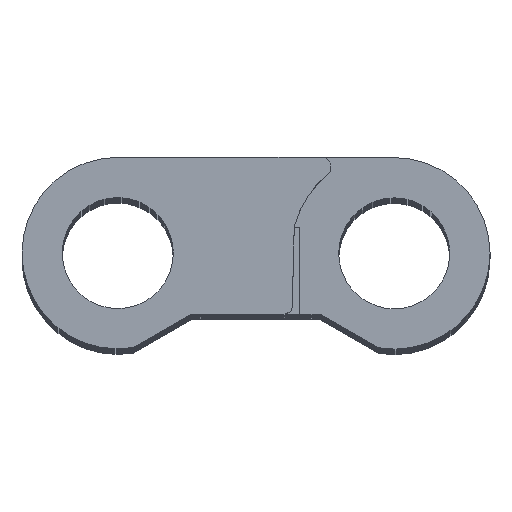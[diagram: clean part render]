
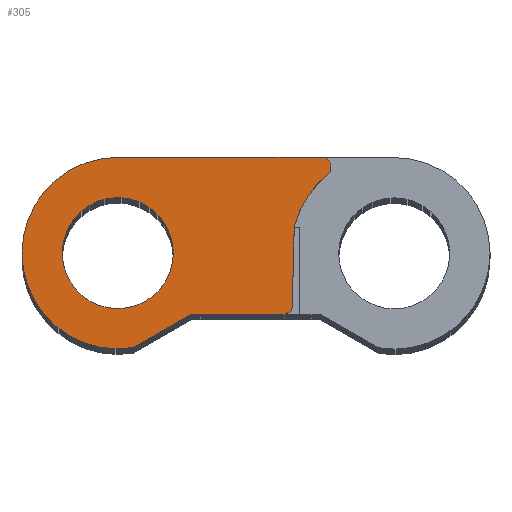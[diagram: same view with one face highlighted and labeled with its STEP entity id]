
A CAD part, top view. The second image highlights one B-rep face of the part: STEP entity #305.
In plain terms, the highlighted planar face has unit normal (0, 0, 1).
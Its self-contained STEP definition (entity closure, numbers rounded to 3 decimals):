
#39 = DIRECTION ( 'NONE',  ( 0., 0., -1. ) ) ;
#201 = ORIENTED_EDGE ( 'NONE', *, *, #2020, .F. ) ;
#305 = ADVANCED_FACE ( 'NONE', ( #9861, #5006 ), #5140, .T. ) ;
#349 = DIRECTION ( 'NONE',  ( 1., 0., 0. ) ) ;
#490 = AXIS2_PLACEMENT_3D ( 'NONE', #7505, #2354, #9256 ) ;
#579 = LINE ( 'NONE', #8071, #9568 ) ;
#833 = EDGE_CURVE ( 'NONE', #6999, #1225, #579, .T. ) ;
#948 = EDGE_CURVE ( 'NONE', #2483, #10954, #8345, .T. ) ;
#982 = DIRECTION ( 'NONE',  ( 0.866, 0.5, 0. ) ) ;
#989 = LINE ( 'NONE', #5391, #1249 ) ;
#1225 = VERTEX_POINT ( 'NONE', #5864 ) ;
#1249 = VECTOR ( 'NONE', #6244, 1000. ) ;
#1266 = CARTESIAN_POINT ( 'NONE',  ( 5.791, 17.292, 76.2 ) ) ;
#1316 = ORIENTED_EDGE ( 'NONE', *, *, #9877, .F. ) ;
#1325 = EDGE_CURVE ( 'NONE', #1225, #10954, #2309, .T. ) ;
#1470 = VERTEX_POINT ( 'NONE', #11083 ) ;
#1591 = ORIENTED_EDGE ( 'NONE', *, *, #3793, .T. ) ;
#1600 = CARTESIAN_POINT ( 'NONE',  ( 22.891, 17.292, 76.2 ) ) ;
#1652 = VERTEX_POINT ( 'NONE', #10531 ) ;
#1952 = DIRECTION ( 'NONE',  ( 0., 0., -1. ) ) ;
#2020 = EDGE_CURVE ( 'NONE', #4326, #8576, #8168, .T. ) ;
#2068 = EDGE_CURVE ( 'NONE', #1652, #2483, #5888, .T. ) ;
#2114 = CARTESIAN_POINT ( 'NONE',  ( 19.976, 21.292, 76.2 ) ) ;
#2309 = CIRCLE ( 'NONE', #2517, 0.4 ) ;
#2354 = DIRECTION ( 'NONE',  ( 0., 0., 1. ) ) ;
#2360 = CIRCLE ( 'NONE', #490, 4.4 ) ;
#2483 = VERTEX_POINT ( 'NONE', #3394 ) ;
#2517 = AXIS2_PLACEMENT_3D ( 'NONE', #6998, #39, #7852 ) ;
#2560 = ORIENTED_EDGE ( 'NONE', *, *, #2068, .T. ) ;
#2796 = AXIS2_PLACEMENT_3D ( 'NONE', #1600, #6768, #8459 ) ;
#2810 = ORIENTED_EDGE ( 'NONE', *, *, #833, .F. ) ;
#3008 = AXIS2_PLACEMENT_3D ( 'NONE', #11073, #5917, #8393 ) ;
#3265 = ORIENTED_EDGE ( 'NONE', *, *, #9642, .F. ) ;
#3394 = CARTESIAN_POINT ( 'NONE',  ( 13.585, 14.492, 76.2 ) ) ;
#3578 = CARTESIAN_POINT ( 'NONE',  ( 17.807, 14.492, 76.2 ) ) ;
#3793 = EDGE_CURVE ( 'NONE', #8560, #1652, #6395, .T. ) ;
#3800 = CIRCLE ( 'NONE', #5667, 2.55 ) ;
#3853 = ORIENTED_EDGE ( 'NONE', *, *, #1325, .F. ) ;
#3921 = VECTOR ( 'NONE', #10007, 1000. ) ;
#4064 = CARTESIAN_POINT ( 'NONE',  ( 10.191, 21.692, 76.2 ) ) ;
#4326 = VERTEX_POINT ( 'NONE', #6390 ) ;
#5006 = FACE_BOUND ( 'NONE', #7646, .T. ) ;
#5024 = EDGE_CURVE ( 'NONE', #5596, #8560, #2360, .T. ) ;
#5140 = PLANE ( 'NONE',  #7968 ) ;
#5193 = ORIENTED_EDGE ( 'NONE', *, *, #9003, .F. ) ;
#5311 = CARTESIAN_POINT ( 'NONE',  ( 10.919, 12.952, 76.2 ) ) ;
#5341 = VERTEX_POINT ( 'NONE', #5408 ) ;
#5348 = CARTESIAN_POINT ( 'NONE',  ( 19.576, 21.292, 76.2 ) ) ;
#5376 = DIRECTION ( 'NONE',  ( 0., 0., 1. ) ) ;
#5378 = EDGE_LOOP ( 'NONE', ( #3853, #2810, #3265, #6474, #201, #6402, #9883, #1591, #2560, #6171 ) ) ;
#5391 = CARTESIAN_POINT ( 'NONE',  ( 19.976, 21.292, 76.2 ) ) ;
#5408 = CARTESIAN_POINT ( 'NONE',  ( 12.741, 17.292, 76.2 ) ) ;
#5440 = CARTESIAN_POINT ( 'NONE',  ( 19.976, 21.042, 76.2 ) ) ;
#5452 = CARTESIAN_POINT ( 'NONE',  ( 10.191, 17.292, 76.2 ) ) ;
#5542 = AXIS2_PLACEMENT_3D ( 'NONE', #5348, #1952, #8697 ) ;
#5596 = VERTEX_POINT ( 'NONE', #4064 ) ;
#5664 = VECTOR ( 'NONE', #6524, 1000. ) ;
#5667 = AXIS2_PLACEMENT_3D ( 'NONE', #9711, #5376, #10507 ) ;
#5668 = CARTESIAN_POINT ( 'NONE',  ( 13.585, 14.492, 76.2 ) ) ;
#5864 = CARTESIAN_POINT ( 'NONE',  ( 18.206, 14.882, 76.2 ) ) ;
#5888 = LINE ( 'NONE', #5311, #7906 ) ;
#5917 = DIRECTION ( 'NONE',  ( 0., 0., 1. ) ) ;
#6171 = ORIENTED_EDGE ( 'NONE', *, *, #948, .T. ) ;
#6244 = DIRECTION ( 'NONE',  ( 0., -1., 0. ) ) ;
#6390 = CARTESIAN_POINT ( 'NONE',  ( 19.576, 21.692, 76.2 ) ) ;
#6395 = CIRCLE ( 'NONE', #6487, 4.4 ) ;
#6402 = ORIENTED_EDGE ( 'NONE', *, *, #7036, .T. ) ;
#6474 = ORIENTED_EDGE ( 'NONE', *, *, #9358, .F. ) ;
#6487 = AXIS2_PLACEMENT_3D ( 'NONE', #5452, #7151, #349 ) ;
#6524 = DIRECTION ( 'NONE',  ( 1., 0., 0. ) ) ;
#6601 = CIRCLE ( 'NONE', #2796, 4.75 ) ;
#6768 = DIRECTION ( 'NONE',  ( 0., 0., 1. ) ) ;
#6937 = CARTESIAN_POINT ( 'NONE',  ( 10.191, 17.292, 76.2 ) ) ;
#6998 = CARTESIAN_POINT ( 'NONE',  ( 17.807, 14.892, 76.2 ) ) ;
#6999 = VERTEX_POINT ( 'NONE', #10037 ) ;
#7036 = EDGE_CURVE ( 'NONE', #4326, #5596, #8330, .T. ) ;
#7151 = DIRECTION ( 'NONE',  ( 0., 0., 1. ) ) ;
#7351 = VERTEX_POINT ( 'NONE', #5440 ) ;
#7505 = CARTESIAN_POINT ( 'NONE',  ( 10.191, 17.292, 76.2 ) ) ;
#7646 = EDGE_LOOP ( 'NONE', ( #1316, #5193 ) ) ;
#7765 = DIRECTION ( 'NONE',  ( 0., 0., 1. ) ) ;
#7852 = DIRECTION ( 'NONE',  ( -1., 0., 0. ) ) ;
#7906 = VECTOR ( 'NONE', #982, 1000. ) ;
#7968 = AXIS2_PLACEMENT_3D ( 'NONE', #6937, #7765, #8673 ) ;
#7986 = DIRECTION ( 'NONE',  ( -0.025, -1., 0. ) ) ;
#8071 = CARTESIAN_POINT ( 'NONE',  ( 18.206, 14.882, 76.2 ) ) ;
#8168 = CIRCLE ( 'NONE', #5542, 0.4 ) ;
#8303 = CIRCLE ( 'NONE', #3008, 2.55 ) ;
#8330 = LINE ( 'NONE', #9068, #3921 ) ;
#8345 = LINE ( 'NONE', #5668, #5664 ) ;
#8393 = DIRECTION ( 'NONE',  ( 1., 0., 0. ) ) ;
#8459 = DIRECTION ( 'NONE',  ( 1., 0., 0. ) ) ;
#8560 = VERTEX_POINT ( 'NONE', #1266 ) ;
#8576 = VERTEX_POINT ( 'NONE', #2114 ) ;
#8673 = DIRECTION ( 'NONE',  ( 1., 0., 0. ) ) ;
#8697 = DIRECTION ( 'NONE',  ( -1., 0., 0. ) ) ;
#9003 = EDGE_CURVE ( 'NONE', #5341, #1470, #8303, .T. ) ;
#9068 = CARTESIAN_POINT ( 'NONE',  ( 10.191, 21.692, 76.2 ) ) ;
#9256 = DIRECTION ( 'NONE',  ( 1., 0., 0. ) ) ;
#9358 = EDGE_CURVE ( 'NONE', #8576, #7351, #989, .T. ) ;
#9568 = VECTOR ( 'NONE', #7986, 1000. ) ;
#9642 = EDGE_CURVE ( 'NONE', #7351, #6999, #6601, .T. ) ;
#9711 = CARTESIAN_POINT ( 'NONE',  ( 10.191, 17.292, 76.2 ) ) ;
#9861 = FACE_OUTER_BOUND ( 'NONE', #5378, .T. ) ;
#9877 = EDGE_CURVE ( 'NONE', #1470, #5341, #3800, .T. ) ;
#9883 = ORIENTED_EDGE ( 'NONE', *, *, #5024, .T. ) ;
#10007 = DIRECTION ( 'NONE',  ( -1., 0., 0. ) ) ;
#10037 = CARTESIAN_POINT ( 'NONE',  ( 18.297, 18.499, 76.2 ) ) ;
#10507 = DIRECTION ( 'NONE',  ( 1., 0., 0. ) ) ;
#10531 = CARTESIAN_POINT ( 'NONE',  ( 10.919, 12.952, 76.2 ) ) ;
#10954 = VERTEX_POINT ( 'NONE', #3578 ) ;
#11073 = CARTESIAN_POINT ( 'NONE',  ( 10.191, 17.292, 76.2 ) ) ;
#11083 = CARTESIAN_POINT ( 'NONE',  ( 7.641, 17.292, 76.2 ) ) ;
